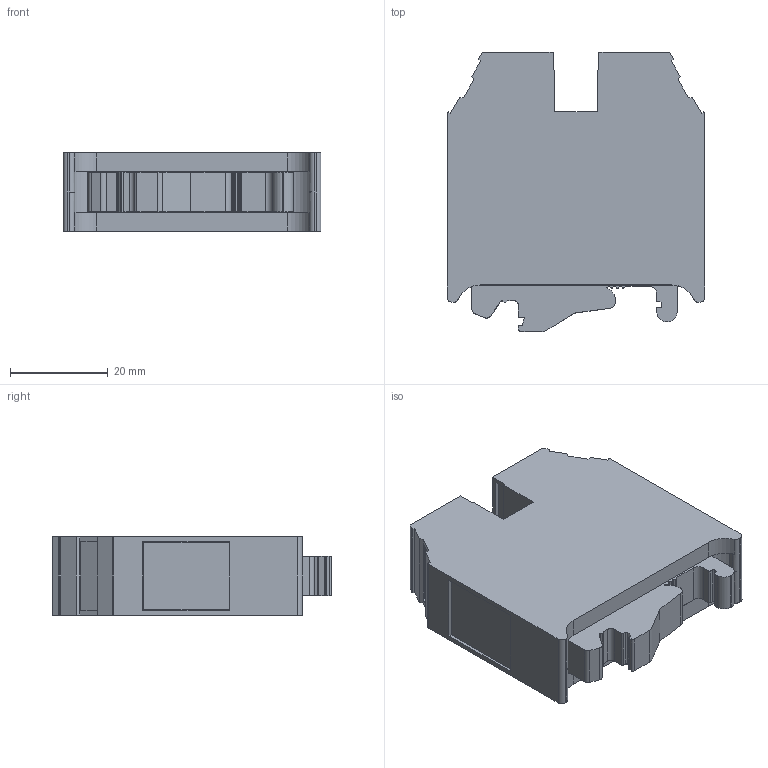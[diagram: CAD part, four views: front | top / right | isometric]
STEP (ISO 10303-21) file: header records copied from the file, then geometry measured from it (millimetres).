
FILE_DESCRIPTION (( 'STEP AP214' ), '1' );
FILE_NAME ('334210_AVK 35 TRD.STP', '2015-08-06T13:50:54', ( '' ), ( '' ), 'SwSTEP 2.0', 'SolidWorks 2015', '' );
FILE_SCHEMA (( 'AUTOMOTIVE_DESIGN' ));
Length unit declared in the file: millimetre
Products named in the file (1): 334210_AVK 35 TRD
Bounding box: 52.8 x 57.11 x 16 mm (x, y, z)
Volume: 38343.4 mm3; surface area: 9312.8 mm2
Topology: 1 solids, 3 shells, 219 faces, 618 edges, 410 vertices
Faces by surface type: plane 145, cylinder 72, cone 2
Entity records: 8287 total; most frequent: CARTESIAN_POINT 1276, ORIENTED_EDGE 1236, DIRECTION 1205, EDGE_CURVE 618, VECTOR 455, LINE 455, VERTEX_POINT 410, AXIS2_PLACEMENT_3D 375
